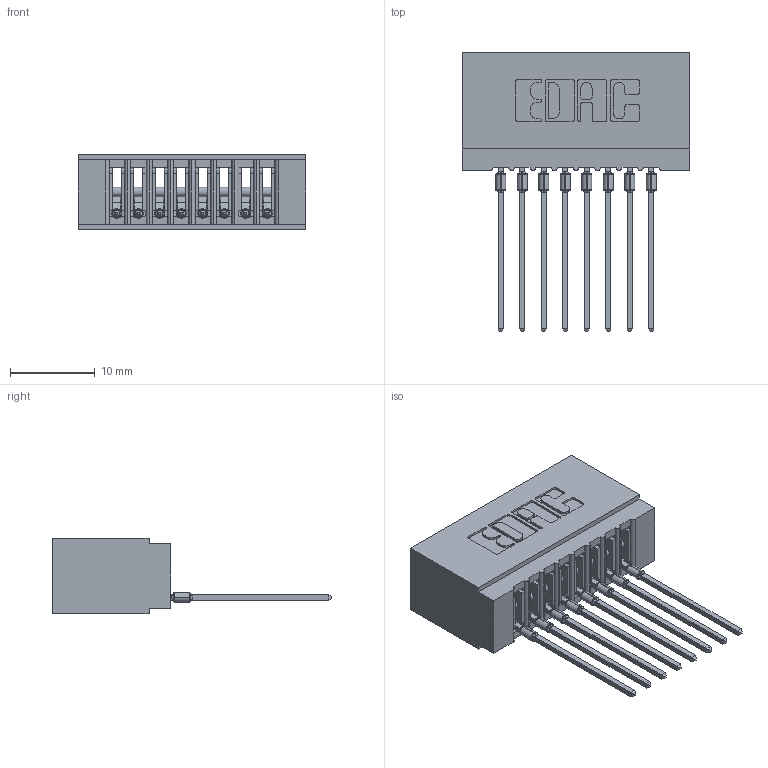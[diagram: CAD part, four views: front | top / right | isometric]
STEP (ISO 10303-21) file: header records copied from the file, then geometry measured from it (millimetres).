
FILE_DESCRIPTION (( 'STEP AP203' ), '1' );
FILE_NAME ('725-008-541-101.STEP', '2018-08-14T00:10:43', ( '' ), ( '' ), 'SwSTEP 2.0', 'SolidWorks 2016', '' );
FILE_SCHEMA (( 'CONFIG_CONTROL_DESIGN' ));
Length unit declared in the file: inch
Products named in the file (3): 725 Part_Insulator Option - 01; 745-292-001_541; 725-008-541-101
Assembly tree (9 placements, depth 2):
  725-008-541-101
    725 Part_Insulator Option - 01
    745-292-001_541  x8
Bounding box: 26.92 x 33.02 x 8.89 mm (x, y, z)
Volume: 2267.2 mm3; surface area: 3903.2 mm2
Topology: 9 solids, 9 shells, 991 faces, 2718 edges, 1720 vertices
Faces by surface type: plane 591, cylinder 192, bspline 160, torus 48
Entity records: 17824 total; most frequent: CARTESIAN_POINT 3639, ORIENTED_EDGE 3014, DIRECTION 2649, EDGE_CURVE 1507, LINE 1277, VECTOR 1277, VERTEX_POINT 964, AXIS2_PLACEMENT_3D 686
